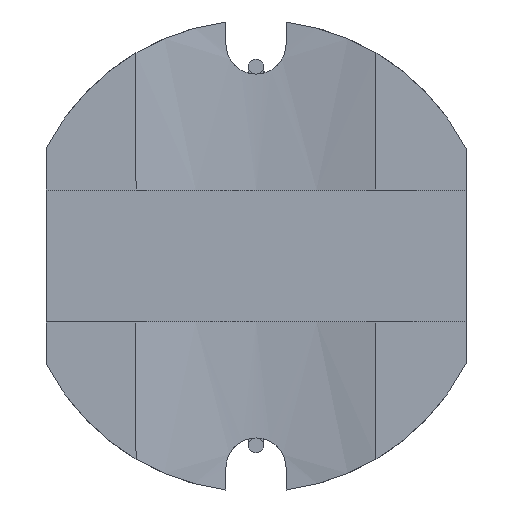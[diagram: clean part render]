
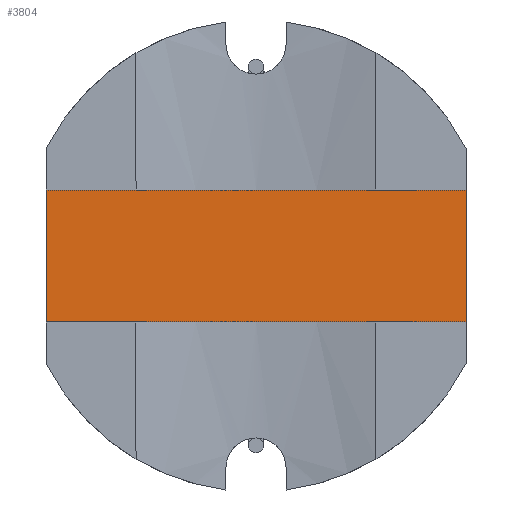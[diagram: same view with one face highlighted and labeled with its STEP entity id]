
A CAD part, front view. The second image highlights one B-rep face of the part: STEP entity #3804.
In plain terms, the highlighted planar face has unit normal (0, -1, 0).
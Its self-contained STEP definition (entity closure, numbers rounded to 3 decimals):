
#200 = EDGE_CURVE ( 'NONE', #1066, #2415, #471, .T. ) ;
#351 = DIRECTION ( 'NONE',  ( 0., 0., 1. ) ) ;
#406 = DIRECTION ( 'NONE',  ( 1., 0., 0. ) ) ;
#423 = DIRECTION ( 'NONE',  ( 0., 0., -1. ) ) ;
#427 = CARTESIAN_POINT ( 'NONE',  ( -3.5, 0., 1.1 ) ) ;
#471 = LINE ( 'NONE', #1857, #3611 ) ;
#516 = VECTOR ( 'NONE', #4660, 1000. ) ;
#747 = VERTEX_POINT ( 'NONE', #3450 ) ;
#754 = AXIS2_PLACEMENT_3D ( 'NONE', #2845, #4676, #351 ) ;
#808 = ORIENTED_EDGE ( 'NONE', *, *, #4448, .F. ) ;
#960 = EDGE_CURVE ( 'NONE', #2415, #747, #2112, .T. ) ;
#1066 = VERTEX_POINT ( 'NONE', #427 ) ;
#1299 = LINE ( 'NONE', #1525, #1416 ) ;
#1403 = CARTESIAN_POINT ( 'NONE',  ( 0., 0., -1.1 ) ) ;
#1416 = VECTOR ( 'NONE', #406, 1000. ) ;
#1525 = CARTESIAN_POINT ( 'NONE',  ( 0., 0., 1.1 ) ) ;
#1711 = ORIENTED_EDGE ( 'NONE', *, *, #960, .T. ) ;
#1725 = ORIENTED_EDGE ( 'NONE', *, *, #2627, .F. ) ;
#1792 = PLANE ( 'NONE',  #754 ) ;
#1794 = VERTEX_POINT ( 'NONE', #2193 ) ;
#1857 = CARTESIAN_POINT ( 'NONE',  ( -3.5, 0., 0. ) ) ;
#2112 = LINE ( 'NONE', #1403, #516 ) ;
#2122 = ORIENTED_EDGE ( 'NONE', *, *, #200, .T. ) ;
#2193 = CARTESIAN_POINT ( 'NONE',  ( 3.5, 0., 1.1 ) ) ;
#2394 = CARTESIAN_POINT ( 'NONE',  ( 3.5, 0., 0. ) ) ;
#2415 = VERTEX_POINT ( 'NONE', #2916 ) ;
#2627 = EDGE_CURVE ( 'NONE', #1794, #747, #4130, .T. ) ;
#2845 = CARTESIAN_POINT ( 'NONE',  ( 0., 0., 0. ) ) ;
#2916 = CARTESIAN_POINT ( 'NONE',  ( -3.5, 0., -1.1 ) ) ;
#3450 = CARTESIAN_POINT ( 'NONE',  ( 3.5, 0., -1.1 ) ) ;
#3570 = VECTOR ( 'NONE', #3914, 1000. ) ;
#3611 = VECTOR ( 'NONE', #423, 1000. ) ;
#3671 = EDGE_LOOP ( 'NONE', ( #1725, #808, #2122, #1711 ) ) ;
#3804 = ADVANCED_FACE ( 'NONE', ( #3933 ), #1792, .F. ) ;
#3914 = DIRECTION ( 'NONE',  ( 0., 0., -1. ) ) ;
#3933 = FACE_OUTER_BOUND ( 'NONE', #3671, .T. ) ;
#4130 = LINE ( 'NONE', #2394, #3570 ) ;
#4448 = EDGE_CURVE ( 'NONE', #1066, #1794, #1299, .T. ) ;
#4660 = DIRECTION ( 'NONE',  ( 1., 0., 0. ) ) ;
#4676 = DIRECTION ( 'NONE',  ( 0., 1., 0. ) ) ;
